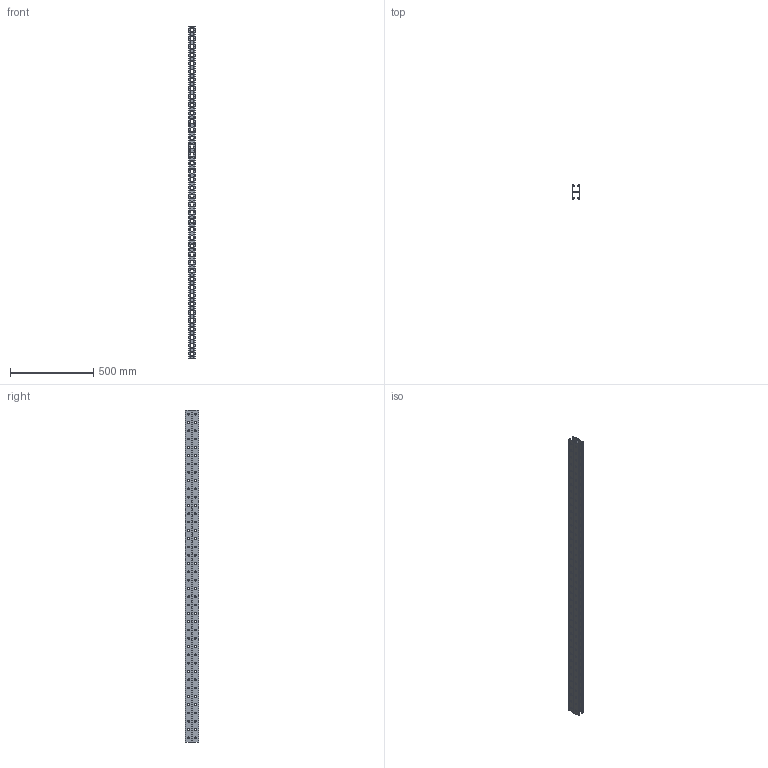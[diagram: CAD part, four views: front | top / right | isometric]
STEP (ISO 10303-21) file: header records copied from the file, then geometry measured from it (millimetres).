
FILE_DESCRIPTION (( 'STEP AP203' ), '1' );
FILE_NAME ('Äâîéíîé STRUT-ïðîôèëü_h41-L2000.step', '2022-01-25T05:06:49', ( '' ), ( '' ), 'SwSTEP 2.0', 'SolidWorks 2017', '' );
FILE_SCHEMA (( 'CONFIG_CONTROL_DESIGN' ));
Length unit declared in the file: millimetre
Products named in the file (2): Äâîéíîé STRUT-ïðîôèëü_h41-L2000; STRUT-镳铘桦黖h41-2000
Assembly tree (2 placements, depth 2):
  Äâîéíîé STRUT-ïðîôèëü_h41-L2000
    STRUT-镳铘桦黖h41-2000  x2
Bounding box: 41 x 82 x 2000 mm (x, y, z)
Volume: 1016431.6 mm3; surface area: 1073010.1 mm2
Topology: 2 solids, 2 shells, 4256 faces, 12708 edges, 8456 vertices
Faces by surface type: plane 3764, cylinder 492
Entity records: 71166 total; most frequent: CARTESIAN_POINT 12715, ORIENTED_EDGE 12708, DIRECTION 11112, EDGE_CURVE 6354, VECTOR 5862, LINE 5862, VERTEX_POINT 4228, AXIS2_PLACEMENT_3D 2625
